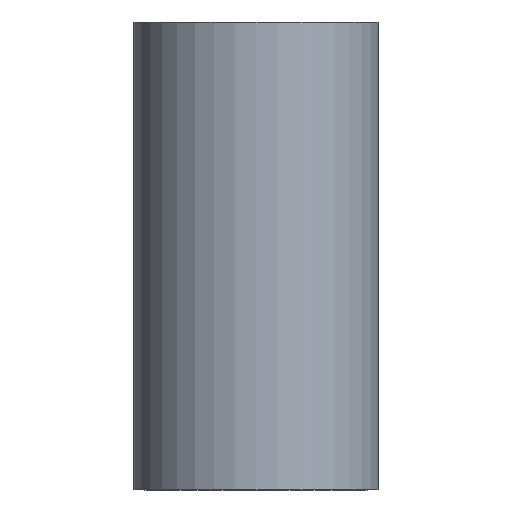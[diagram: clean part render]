
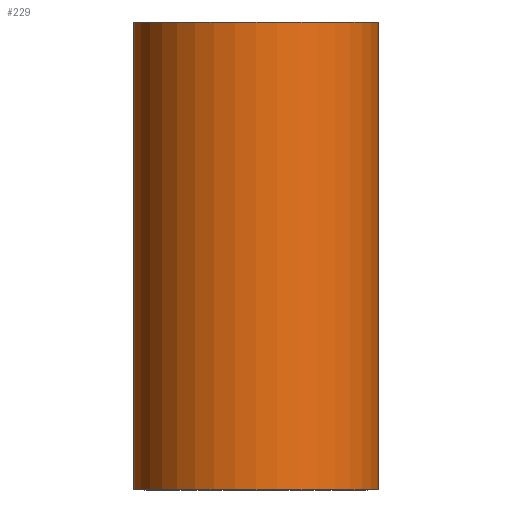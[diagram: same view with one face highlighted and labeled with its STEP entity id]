
A CAD part, front view. The second image highlights one B-rep face of the part: STEP entity #229.
In plain terms, the highlighted cylindrical face has radius 67.5 mm (diameter 135 mm), a partial arc.
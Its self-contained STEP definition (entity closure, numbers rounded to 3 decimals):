
#14 = DIRECTION ( 'NONE',  ( 1., 0., 0. ) ) ;
#22 = DIRECTION ( 'NONE',  ( 0., 0., 1. ) ) ;
#38 = ORIENTED_EDGE ( 'NONE', *, *, #348, .T. ) ;
#54 = CIRCLE ( 'NONE', #314, 67.5 ) ;
#103 = DIRECTION ( 'NONE',  ( 0., 0., 1. ) ) ;
#186 = EDGE_CURVE ( 'NONE', #469, #510, #479, .T. ) ;
#194 = FACE_OUTER_BOUND ( 'NONE', #368, .T. ) ;
#214 = CARTESIAN_POINT ( 'NONE',  ( 67.5, -32.633, 86.791 ) ) ;
#217 = CARTESIAN_POINT ( 'NONE',  ( 67.5, -32.633, -170.921 ) ) ;
#220 = VECTOR ( 'NONE', #508, 1000. ) ;
#229 = ADVANCED_FACE ( 'NONE', ( #194 ), #419, .T. ) ;
#235 = ORIENTED_EDGE ( 'NONE', *, *, #277, .F. ) ;
#254 = VECTOR ( 'NONE', #103, 1000. ) ;
#266 = DIRECTION ( 'NONE',  ( 0., 0., 1. ) ) ;
#277 = EDGE_CURVE ( 'NONE', #405, #452, #54, .T. ) ;
#314 = AXIS2_PLACEMENT_3D ( 'NONE', #437, #266, #634 ) ;
#323 = DIRECTION ( 'NONE',  ( 1., 0., 0. ) ) ;
#333 = LINE ( 'NONE', #734, #254 ) ;
#348 = EDGE_CURVE ( 'NONE', #510, #452, #333, .T. ) ;
#368 = EDGE_LOOP ( 'NONE', ( #475, #401, #38, #235 ) ) ;
#378 = CARTESIAN_POINT ( 'NONE',  ( -67.5, -32.633, 86.791 ) ) ;
#401 = ORIENTED_EDGE ( 'NONE', *, *, #186, .T. ) ;
#405 = VERTEX_POINT ( 'NONE', #378 ) ;
#419 = CYLINDRICAL_SURFACE ( 'NONE', #516, 67.5 ) ;
#426 = CARTESIAN_POINT ( 'NONE',  ( 0., -32.633, -170.921 ) ) ;
#437 = CARTESIAN_POINT ( 'NONE',  ( 0., -32.633, 86.791 ) ) ;
#440 = CARTESIAN_POINT ( 'NONE',  ( -67.5, -32.633, -170.921 ) ) ;
#452 = VERTEX_POINT ( 'NONE', #214 ) ;
#469 = VERTEX_POINT ( 'NONE', #614 ) ;
#475 = ORIENTED_EDGE ( 'NONE', *, *, #525, .F. ) ;
#479 = CIRCLE ( 'NONE', #708, 67.5 ) ;
#498 = LINE ( 'NONE', #440, #220 ) ;
#508 = DIRECTION ( 'NONE',  ( 0., 0., 1. ) ) ;
#510 = VERTEX_POINT ( 'NONE', #217 ) ;
#516 = AXIS2_PLACEMENT_3D ( 'NONE', #532, #653, #14 ) ;
#525 = EDGE_CURVE ( 'NONE', #469, #405, #498, .T. ) ;
#532 = CARTESIAN_POINT ( 'NONE',  ( 0., -32.633, -170.921 ) ) ;
#614 = CARTESIAN_POINT ( 'NONE',  ( -67.5, -32.633, -170.921 ) ) ;
#634 = DIRECTION ( 'NONE',  ( 1., 0., 0. ) ) ;
#653 = DIRECTION ( 'NONE',  ( 0., 0., 1. ) ) ;
#708 = AXIS2_PLACEMENT_3D ( 'NONE', #426, #22, #323 ) ;
#734 = CARTESIAN_POINT ( 'NONE',  ( 67.5, -32.633, -170.921 ) ) ;
